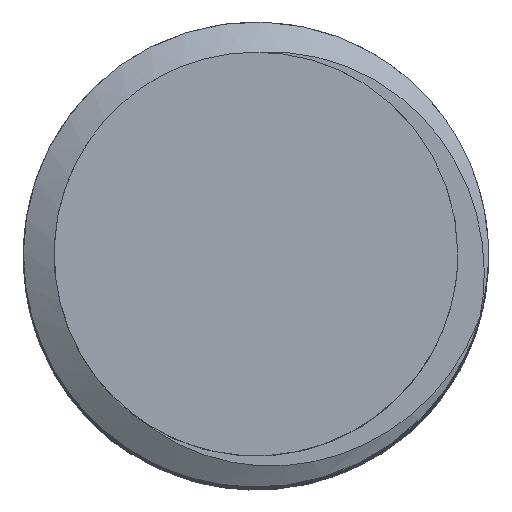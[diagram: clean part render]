
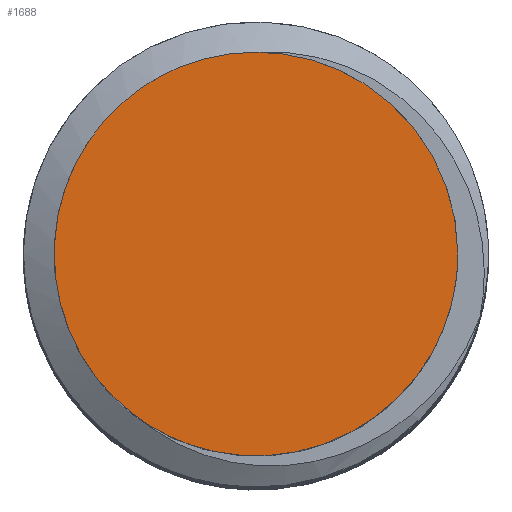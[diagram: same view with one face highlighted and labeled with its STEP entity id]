
A CAD part, top view. The second image highlights one B-rep face of the part: STEP entity #1688.
In plain terms, the highlighted free-form (B-spline) face has degree [1, 1] with [2, 2] control points.
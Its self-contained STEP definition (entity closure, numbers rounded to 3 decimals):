
#1603=CARTESIAN_POINT('',(3.35,0.,62.));
#1604=VERTEX_POINT('',#1603);
#1610=CARTESIAN_POINT('',(3.35,0.,62.));
#1611=CARTESIAN_POINT('',(3.35,5.802,62.));
#1612=CARTESIAN_POINT('',(-1.675,2.901,62.));
#1613=CARTESIAN_POINT('',(-6.7,0.,62.));
#1614=CARTESIAN_POINT('',(-1.675,-2.901,62.));
#1615=CARTESIAN_POINT('',(3.35,-5.802,62.));
#1616=CARTESIAN_POINT('',(3.35,0.,62.));
#1617=(BOUNDED_CURVE()B_SPLINE_CURVE(2,(#1610,#1611,#1612,#1613,#1614,#1615,#1616),.CIRCULAR_ARC.,.T.,.U.)B_SPLINE_CURVE_WITH_KNOTS((3,2,2,3),(0.,0.333,0.667,1.),.UNSPECIFIED.)CURVE()GEOMETRIC_REPRESENTATION_ITEM()RATIONAL_B_SPLINE_CURVE((1.,0.5,1.,0.5,1.,0.5,1.))REPRESENTATION_ITEM(''));
#1618=EDGE_CURVE('',#1604,#1604,#1617,.T.);
#1680=CARTESIAN_POINT('',(-7.28,-6.383,62.));
#1681=CARTESIAN_POINT('',(-7.28,6.383,62.));
#1682=CARTESIAN_POINT('',(5.485,-6.383,62.));
#1683=CARTESIAN_POINT('',(5.485,6.383,62.));
#1684=B_SPLINE_SURFACE_WITH_KNOTS('',1,1,((#1680,#1681),(#1682,#1683)),.PLANE_SURF.,.F.,.F.,.U.,(2,2),(2,2),(0.,1.),(0.,1.),.UNSPECIFIED.);
#1685=ORIENTED_EDGE('',*,*,#1618,.T.);
#1686=EDGE_LOOP('',(#1685));
#1687=FACE_OUTER_BOUND('',#1686,.T.);
#1688=ADVANCED_FACE('',(#1687),#1684,.T.);
